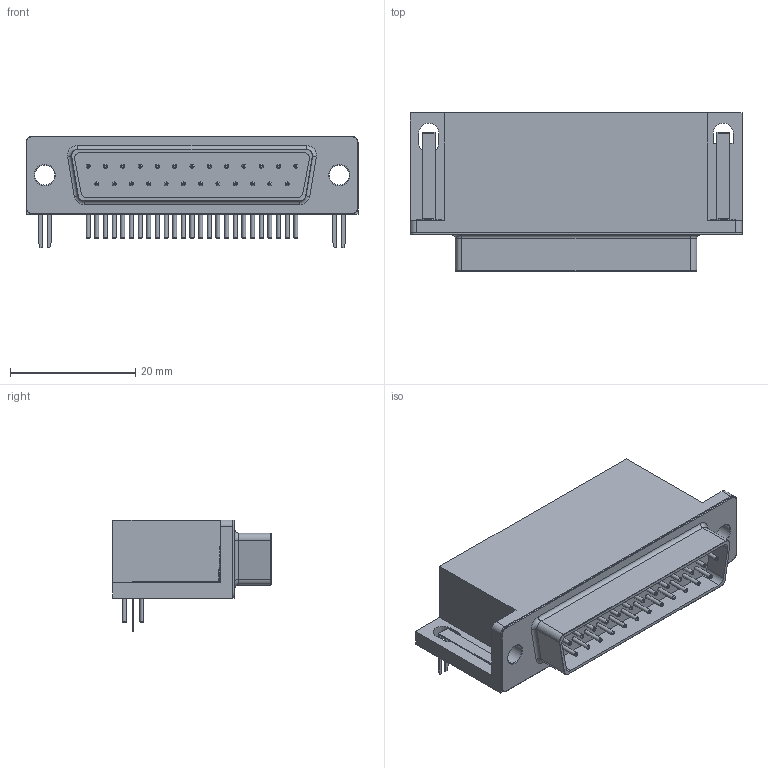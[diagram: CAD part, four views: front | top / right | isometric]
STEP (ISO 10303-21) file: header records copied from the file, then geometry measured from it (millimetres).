
FILE_DESCRIPTION(/* description */ ('model of DSUB-25_Male_Horizontal_P2.77x2.84mm_EdgePinOffset14.56mm_Housed_MountingHolesOffset15.98mm'),/* implementation_level */ '2;1');
FILE_NAME(/* name */ 'DSUB-25_Male_Horizontal_P2.77x2.84mm_EdgePinOffset14.56mm_Housed_MountingHolesOffset15.98mm.step',/* time_stamp */ '2024-02-10T16:27:20',/* author */ ('KiCAD','kicad'),/* organization */ ('OCCT'),/* preprocessor_version */ '',/* originating_system */ 'KiCAD',/* authorisation */ '');
FILE_SCHEMA(('AUTOMOTIVE_DESIGN { 1 0 10303 214 1 1 1 1 }'));
Length unit declared in the file: millimetre
Products named in the file (1): DSUB-25_Male_Horizontal_P2.77x2.84mm_EdgePinOffset14.56mm_Housed_
MountingHolesOffset15.98mm
Bounding box: 53.1 x 25.3 x 17.9 mm (x, y, z)
Volume: 11837.5 mm3; surface area: 5669.9 mm2
Topology: 1 solids, 2 shells, 301 faces, 653 edges, 406 vertices
Faces by surface type: plane 123, cylinder 110, torus 60, cone 4, revolution 4
Full cylindrical faces by diameter (mm): 0.64 x75, 3.2 x2, 4 x2
Entity records: 12654 total; most frequent: CARTESIAN_POINT 1761, DIRECTION 1593, ORIENTED_EDGE 1306, EDGE_CURVE 653, AXIS2_PLACEMENT_3D 642, PRESENTATION_STYLE_ASSIGNMENT 431, SURFACE_STYLE_USAGE 431, SURFACE_SIDE_STYLE 431
